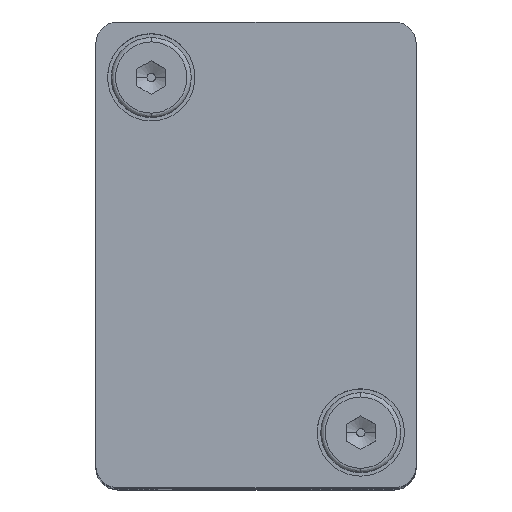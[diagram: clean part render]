
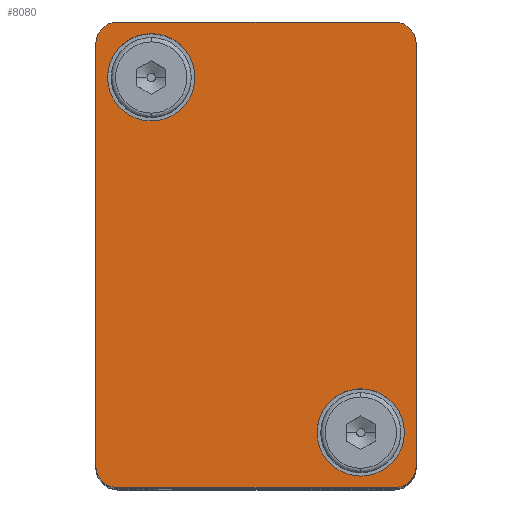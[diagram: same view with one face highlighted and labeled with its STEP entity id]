
A CAD part, top view. The second image highlights one B-rep face of the part: STEP entity #8080.
In plain terms, the highlighted face is planar.
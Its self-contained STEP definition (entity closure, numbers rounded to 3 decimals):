
#2008=CARTESIAN_POINT('',(7.2,19.75,15.2));
#2009=VERTEX_POINT('',#2008);
#2025=CARTESIAN_POINT('',(7.2,19.75,9.2));
#2026=VERTEX_POINT('',#2025);
#2033=CARTESIAN_POINT('',(7.2,19.75,12.2));
#2034=DIRECTION('',(0.0,-1.0,0.0));
#2035=DIRECTION('',(0.0,0.0,1.0));
#2036=AXIS2_PLACEMENT_3D('',#2033,#2034,#2035);
#2037=CIRCLE('',#2036,3.0);
#2038=EDGE_CURVE('',#2009,#2026,#2037,.T.);
#2050=CARTESIAN_POINT('',(-7.2,19.75,-9.2));
#2051=VERTEX_POINT('',#2050);
#2067=CARTESIAN_POINT('',(-7.2,19.75,-15.2));
#2068=VERTEX_POINT('',#2067);
#2075=CARTESIAN_POINT('',(-7.2,19.75,-12.2));
#2076=DIRECTION('',(0.0,-1.0,0.0));
#2077=DIRECTION('',(0.0,0.0,1.0));
#2078=AXIS2_PLACEMENT_3D('',#2075,#2076,#2077);
#2079=CIRCLE('',#2078,3.0);
#2080=EDGE_CURVE('',#2051,#2068,#2079,.T.);
#2092=CARTESIAN_POINT('',(-10.561,19.75,15.561));
#2093=VERTEX_POINT('',#2092);
#2109=CARTESIAN_POINT('',(-9.5,19.75,16.));
#2110=VERTEX_POINT('',#2109);
#2117=CARTESIAN_POINT('',(-9.5,19.75,14.5));
#2118=DIRECTION('',(0.0,-1.,0.0));
#2119=DIRECTION('',(-0.707,0.0,0.707));
#2120=AXIS2_PLACEMENT_3D('',#2117,#2118,#2119);
#2121=CIRCLE('',#2120,1.5);
#2122=EDGE_CURVE('',#2110,#2093,#2121,.T.);
#2134=CARTESIAN_POINT('',(-10.561,19.75,-15.561));
#2135=VERTEX_POINT('',#2134);
#2151=CARTESIAN_POINT('',(-11.0,19.75,-14.5));
#2152=VERTEX_POINT('',#2151);
#2159=CARTESIAN_POINT('',(-9.5,19.75,-14.5));
#2160=DIRECTION('',(0.0,-1.,0.0));
#2161=DIRECTION('',(-0.707,0.0,-0.707));
#2162=AXIS2_PLACEMENT_3D('',#2159,#2160,#2161);
#2163=CIRCLE('',#2162,1.5);
#2164=EDGE_CURVE('',#2152,#2135,#2163,.T.);
#2176=CARTESIAN_POINT('',(10.561,19.75,-15.561));
#2177=VERTEX_POINT('',#2176);
#2193=CARTESIAN_POINT('',(9.5,19.75,-16.0));
#2194=VERTEX_POINT('',#2193);
#2201=CARTESIAN_POINT('',(9.5,19.75,-14.5));
#2202=DIRECTION('',(0.0,-1.,0.0));
#2203=DIRECTION('',(0.707,0.0,-0.707));
#2204=AXIS2_PLACEMENT_3D('',#2201,#2202,#2203);
#2205=CIRCLE('',#2204,1.5);
#2206=EDGE_CURVE('',#2194,#2177,#2205,.T.);
#2218=CARTESIAN_POINT('',(10.561,19.75,15.561));
#2219=VERTEX_POINT('',#2218);
#2235=CARTESIAN_POINT('',(11.0,19.75,14.5));
#2236=VERTEX_POINT('',#2235);
#2243=CARTESIAN_POINT('',(9.5,19.75,14.5));
#2244=DIRECTION('',(0.0,-1.,0.0));
#2245=DIRECTION('',(0.707,0.0,0.707));
#2246=AXIS2_PLACEMENT_3D('',#2243,#2244,#2245);
#2247=CIRCLE('',#2246,1.5);
#2248=EDGE_CURVE('',#2236,#2219,#2247,.T.);
#7947=CARTESIAN_POINT('',(9.5,19.75,16.));
#7948=VERTEX_POINT('',#7947);
#7949=CARTESIAN_POINT('',(9.5,19.75,14.5));
#7950=DIRECTION('',(0.0,-1.,0.0));
#7951=DIRECTION('',(0.707,0.0,0.707));
#7952=AXIS2_PLACEMENT_3D('',#7949,#7950,#7951);
#7953=CIRCLE('',#7952,1.5);
#7954=EDGE_CURVE('',#2219,#7948,#7953,.T.);
#7980=CARTESIAN_POINT('',(9.5,19.75,16.));
#7981=DIRECTION('',(-1.0,0.0,0.0));
#7982=VECTOR('',#7981,19.0);
#7983=LINE('',#7980,#7982);
#7984=EDGE_CURVE('',#7948,#2110,#7983,.T.);
#8002=CARTESIAN_POINT('',(0.,19.75,0.));
#8003=DIRECTION('',(0.0,1.0,0.0));
#8004=DIRECTION('',(0.0,0.0,1.0));
#8005=AXIS2_PLACEMENT_3D('',#8002,#8003,#8004);
#8006=PLANE('',#8005);
#8007=ORIENTED_EDGE('',*,*,#2248,.F.);
#8008=CARTESIAN_POINT('',(11.0,19.75,-14.5));
#8009=VERTEX_POINT('',#8008);
#8010=CARTESIAN_POINT('',(11.0,19.75,-14.5));
#8011=DIRECTION('',(0.0,0.0,1.0));
#8012=VECTOR('',#8011,29.0);
#8013=LINE('',#8010,#8012);
#8014=EDGE_CURVE('',#8009,#2236,#8013,.T.);
#8015=ORIENTED_EDGE('',*,*,#8014,.F.);
#8016=CARTESIAN_POINT('',(9.5,19.75,-14.5));
#8017=DIRECTION('',(0.0,-1.,0.0));
#8018=DIRECTION('',(0.707,0.0,-0.707));
#8019=AXIS2_PLACEMENT_3D('',#8016,#8017,#8018);
#8020=CIRCLE('',#8019,1.5);
#8021=EDGE_CURVE('',#2177,#8009,#8020,.T.);
#8022=ORIENTED_EDGE('',*,*,#8021,.F.);
#8023=ORIENTED_EDGE('',*,*,#2206,.F.);
#8024=CARTESIAN_POINT('',(-9.5,19.75,-16.));
#8025=VERTEX_POINT('',#8024);
#8026=CARTESIAN_POINT('',(-9.5,19.75,-16.));
#8027=DIRECTION('',(1.0,0.0,0.0));
#8028=VECTOR('',#8027,19.0);
#8029=LINE('',#8026,#8028);
#8030=EDGE_CURVE('',#8025,#2194,#8029,.T.);
#8031=ORIENTED_EDGE('',*,*,#8030,.F.);
#8032=CARTESIAN_POINT('',(-9.5,19.75,-14.5));
#8033=DIRECTION('',(0.0,-1.,0.0));
#8034=DIRECTION('',(-0.707,0.0,-0.707));
#8035=AXIS2_PLACEMENT_3D('',#8032,#8033,#8034);
#8036=CIRCLE('',#8035,1.5);
#8037=EDGE_CURVE('',#2135,#8025,#8036,.T.);
#8038=ORIENTED_EDGE('',*,*,#8037,.F.);
#8039=ORIENTED_EDGE('',*,*,#2164,.F.);
#8040=CARTESIAN_POINT('',(-11.0,19.75,14.5));
#8041=VERTEX_POINT('',#8040);
#8042=CARTESIAN_POINT('',(-11.0,19.75,14.5));
#8043=DIRECTION('',(0.0,0.0,-1.0));
#8044=VECTOR('',#8043,29.);
#8045=LINE('',#8042,#8044);
#8046=EDGE_CURVE('',#8041,#2152,#8045,.T.);
#8047=ORIENTED_EDGE('',*,*,#8046,.F.);
#8048=CARTESIAN_POINT('',(-9.5,19.75,14.5));
#8049=DIRECTION('',(0.0,-1.,0.0));
#8050=DIRECTION('',(-0.707,0.0,0.707));
#8051=AXIS2_PLACEMENT_3D('',#8048,#8049,#8050);
#8052=CIRCLE('',#8051,1.5);
#8053=EDGE_CURVE('',#2093,#8041,#8052,.T.);
#8054=ORIENTED_EDGE('',*,*,#8053,.F.);
#8055=ORIENTED_EDGE('',*,*,#2122,.F.);
#8056=ORIENTED_EDGE('',*,*,#7984,.F.);
#8057=ORIENTED_EDGE('',*,*,#7954,.F.);
#8058=EDGE_LOOP('',(#8007,#8015,#8022,#8023,#8031,#8038,#8039,#8047,#8054,#8055,#8056,#8057));
#8059=FACE_OUTER_BOUND('',#8058,.T.);
#8060=ORIENTED_EDGE('',*,*,#2080,.T.);
#8061=CARTESIAN_POINT('',(-7.2,19.75,-12.2));
#8062=DIRECTION('',(0.0,-1.0,0.0));
#8063=DIRECTION('',(0.0,0.0,1.0));
#8064=AXIS2_PLACEMENT_3D('',#8061,#8062,#8063);
#8065=CIRCLE('',#8064,3.0);
#8066=EDGE_CURVE('',#2068,#2051,#8065,.T.);
#8067=ORIENTED_EDGE('',*,*,#8066,.T.);
#8068=EDGE_LOOP('',(#8060,#8067));
#8069=FACE_BOUND('',#8068,.T.);
#8070=ORIENTED_EDGE('',*,*,#2038,.T.);
#8071=CARTESIAN_POINT('',(7.2,19.75,12.2));
#8072=DIRECTION('',(0.0,-1.0,0.0));
#8073=DIRECTION('',(0.0,0.0,1.0));
#8074=AXIS2_PLACEMENT_3D('',#8071,#8072,#8073);
#8075=CIRCLE('',#8074,3.0);
#8076=EDGE_CURVE('',#2026,#2009,#8075,.T.);
#8077=ORIENTED_EDGE('',*,*,#8076,.T.);
#8078=EDGE_LOOP('',(#8070,#8077));
#8079=FACE_BOUND('',#8078,.T.);
#8080=ADVANCED_FACE('',(#8059,#8069,#8079),#8006,.T.);
